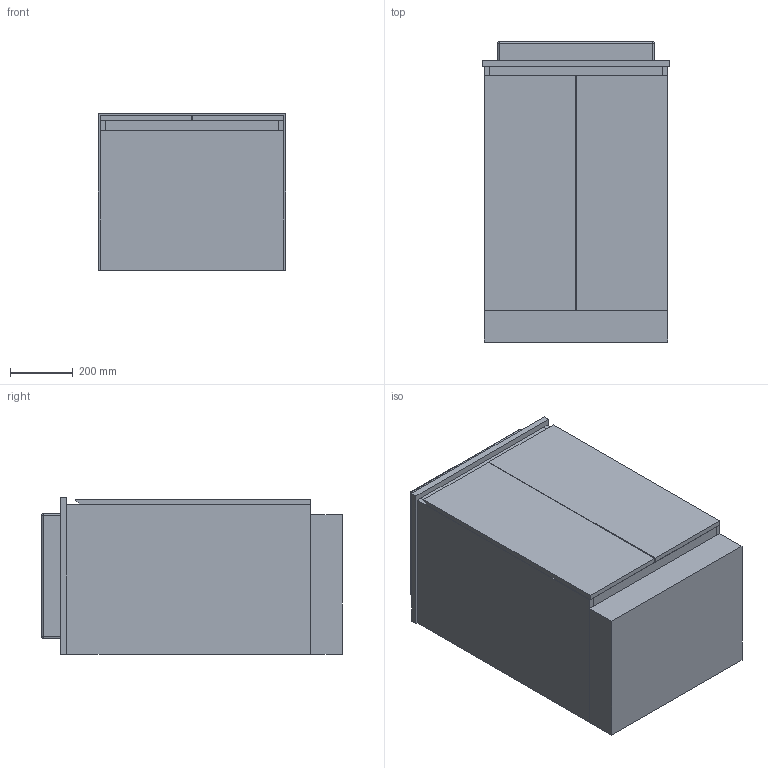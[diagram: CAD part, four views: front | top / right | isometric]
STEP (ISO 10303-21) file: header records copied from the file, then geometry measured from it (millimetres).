
FILE_DESCRIPTION (( 'STEP AP214' ), '1' );
FILE_NAME ('FD Benchtop 600 WK ASSEM.STEP', '2019-03-06T04:42:05', ( '' ), ( '' ), 'SwSTEP 2.0', 'SolidWorks 2015', '' );
FILE_SCHEMA (( 'AUTOMOTIVE_DESIGN' ));
Length unit declared in the file: millimetre
Products named in the file (7): CERAMIC OVERFLOW COVER; Posh Solus Semi-Inset Basin ASSEM; 600 semi inset top; 600 semi inset top ASSEM; FD Benchtop 600 WK ASSEM; FD Benchtop 600 WK; Posh Solus Semi-Inset Basin
Assembly tree (6 placements, depth 4):
  FD Benchtop 600 WK ASSEM
    FD Benchtop 600 WK
    600 semi inset top ASSEM
      600 semi inset top
      Posh Solus Semi-Inset Basin ASSEM
        Posh Solus Semi-Inset Basin
        CERAMIC OVERFLOW COVER
Bounding box: 600 x 960.1 x 500 mm (x, y, z)
Volume: 66597402.8 mm3; surface area: 5833137.4 mm2
Topology: 11 solids, 11 shells, 161 faces, 367 edges, 229 vertices
Faces by surface type: plane 114, cylinder 26, torus 8, bspline 7, sphere 6
Entity records: 5564 total; most frequent: CARTESIAN_POINT 1485, DIRECTION 758, ORIENTED_EDGE 726, EDGE_CURVE 363, LINE 254, VECTOR 254, AXIS2_PLACEMENT_3D 252, VERTEX_POINT 229
